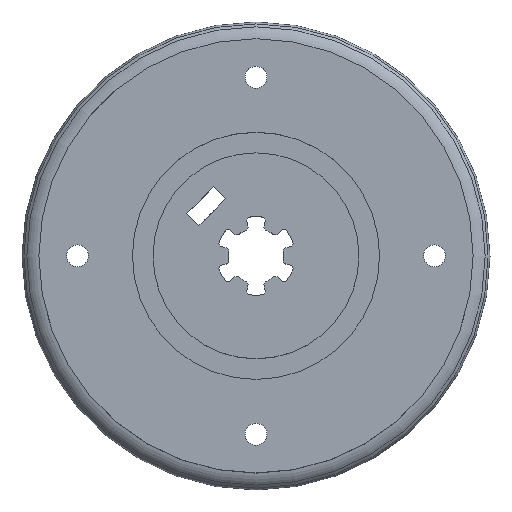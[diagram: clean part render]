
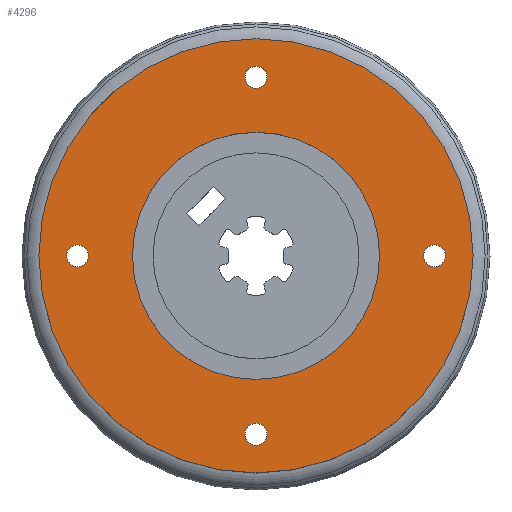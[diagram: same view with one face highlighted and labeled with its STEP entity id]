
A CAD part, top view. The second image highlights one B-rep face of the part: STEP entity #4296.
In plain terms, the highlighted planar face has unit normal (0, 0, 1).
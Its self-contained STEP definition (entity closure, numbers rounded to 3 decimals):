
#599 = CYLINDRICAL_SURFACE('',#600,31.625);
#600 = AXIS2_PLACEMENT_3D('',#601,#602,#603);
#601 = CARTESIAN_POINT('',(0.,0.,10.));
#602 = DIRECTION('',(0.,0.,-1.));
#603 = DIRECTION('',(-1.,0.,0.));
#1072 = VERTEX_POINT('',#1073);
#1073 = CARTESIAN_POINT('',(31.625,0.,11.));
#1094 = EDGE_CURVE('',#1072,#1072,#1095,.T.);
#1095 = SURFACE_CURVE('',#1096,(#1101,#1108),.PCURVE_S1.);
#1096 = CIRCLE('',#1097,31.625);
#1097 = AXIS2_PLACEMENT_3D('',#1098,#1099,#1100);
#1098 = CARTESIAN_POINT('',(0.,0.,11.));
#1099 = DIRECTION('',(0.,0.,-1.));
#1100 = DIRECTION('',(-1.,0.,0.));
#1101 = PCURVE('',#599,#1102);
#1102 = DEFINITIONAL_REPRESENTATION('',(#1103),#1107);
#1103 = LINE('',#1104,#1105);
#1104 = CARTESIAN_POINT('',(-6.283,-1.));
#1105 = VECTOR('',#1106,1.);
#1106 = DIRECTION('',(1.,0.));
#1107 = ( GEOMETRIC_REPRESENTATION_CONTEXT(2) 
PARAMETRIC_REPRESENTATION_CONTEXT() REPRESENTATION_CONTEXT('2D SPACE',''
  ) );
#1108 = PCURVE('',#1109,#1114);
#1109 = PLANE('',#1110);
#1110 = AXIS2_PLACEMENT_3D('',#1111,#1112,#1113);
#1111 = CARTESIAN_POINT('',(-50.,-50.,11.));
#1112 = DIRECTION('',(0.,0.,1.));
#1113 = DIRECTION('',(1.,0.,0.));
#1114 = DEFINITIONAL_REPRESENTATION('',(#1115),#1123);
#1115 = ( BOUNDED_CURVE() B_SPLINE_CURVE(2,(#1116,#1117,#1118,#1119,
#1120,#1121,#1122),.UNSPECIFIED.,.T.,.F.) B_SPLINE_CURVE_WITH_KNOTS((1,2
    ,2,2,2,1),(-2.094,0.,2.094,4.189,
6.283,8.378),.UNSPECIFIED.) CURVE() 
GEOMETRIC_REPRESENTATION_ITEM() RATIONAL_B_SPLINE_CURVE((1.,0.5,1.,0.5,
1.,0.5,1.)) REPRESENTATION_ITEM('') );
#1116 = CARTESIAN_POINT('',(18.375,50.));
#1117 = CARTESIAN_POINT('',(18.375,104.776));
#1118 = CARTESIAN_POINT('',(65.813,77.388));
#1119 = CARTESIAN_POINT('',(113.25,50.));
#1120 = CARTESIAN_POINT('',(65.813,22.612));
#1121 = CARTESIAN_POINT('',(18.375,-4.776));
#1122 = CARTESIAN_POINT('',(18.375,50.));
#1123 = ( GEOMETRIC_REPRESENTATION_CONTEXT(2) 
PARAMETRIC_REPRESENTATION_CONTEXT() REPRESENTATION_CONTEXT('2D SPACE',''
  ) );
#4296 = ADVANCED_FACE('',(#4297,#4300,#4335,#4370,#4401,#4436),#1109,.T.
  );
#4297 = FACE_BOUND('',#4298,.T.);
#4298 = EDGE_LOOP('',(#4299));
#4299 = ORIENTED_EDGE('',*,*,#1094,.F.);
#4300 = FACE_BOUND('',#4301,.T.);
#4301 = EDGE_LOOP('',(#4302));
#4302 = ORIENTED_EDGE('',*,*,#4303,.T.);
#4303 = EDGE_CURVE('',#4304,#4304,#4306,.T.);
#4304 = VERTEX_POINT('',#4305);
#4305 = CARTESIAN_POINT('',(-24.4,0.,11.));
#4306 = SURFACE_CURVE('',#4307,(#4312,#4323),.PCURVE_S1.);
#4307 = CIRCLE('',#4308,1.6);
#4308 = AXIS2_PLACEMENT_3D('',#4309,#4310,#4311);
#4309 = CARTESIAN_POINT('',(-26.,0.,11.));
#4310 = DIRECTION('',(0.,0.,-1.));
#4311 = DIRECTION('',(1.,0.,0.));
#4312 = PCURVE('',#1109,#4313);
#4313 = DEFINITIONAL_REPRESENTATION('',(#4314),#4322);
#4314 = ( BOUNDED_CURVE() B_SPLINE_CURVE(2,(#4315,#4316,#4317,#4318,
#4319,#4320,#4321),.UNSPECIFIED.,.T.,.F.) B_SPLINE_CURVE_WITH_KNOTS((1,2
    ,2,2,2,1),(-2.094,0.,2.094,4.189,
6.283,8.378),.UNSPECIFIED.) CURVE() 
GEOMETRIC_REPRESENTATION_ITEM() RATIONAL_B_SPLINE_CURVE((1.,0.5,1.,0.5,
1.,0.5,1.)) REPRESENTATION_ITEM('') );
#4315 = CARTESIAN_POINT('',(25.6,50.));
#4316 = CARTESIAN_POINT('',(25.6,47.229));
#4317 = CARTESIAN_POINT('',(23.2,48.614));
#4318 = CARTESIAN_POINT('',(20.8,50.));
#4319 = CARTESIAN_POINT('',(23.2,51.386));
#4320 = CARTESIAN_POINT('',(25.6,52.771));
#4321 = CARTESIAN_POINT('',(25.6,50.));
#4322 = ( GEOMETRIC_REPRESENTATION_CONTEXT(2) 
PARAMETRIC_REPRESENTATION_CONTEXT() REPRESENTATION_CONTEXT('2D SPACE',''
  ) );
#4323 = PCURVE('',#4324,#4329);
#4324 = CYLINDRICAL_SURFACE('',#4325,1.6);
#4325 = AXIS2_PLACEMENT_3D('',#4326,#4327,#4328);
#4326 = CARTESIAN_POINT('',(-26.,0.,-5.));
#4327 = DIRECTION('',(-0.,-0.,-1.));
#4328 = DIRECTION('',(1.,0.,0.));
#4329 = DEFINITIONAL_REPRESENTATION('',(#4330),#4334);
#4330 = LINE('',#4331,#4332);
#4331 = CARTESIAN_POINT('',(-6.283,-16.));
#4332 = VECTOR('',#4333,1.);
#4333 = DIRECTION('',(1.,-0.));
#4334 = ( GEOMETRIC_REPRESENTATION_CONTEXT(2) 
PARAMETRIC_REPRESENTATION_CONTEXT() REPRESENTATION_CONTEXT('2D SPACE',''
  ) );
#4335 = FACE_BOUND('',#4336,.T.);
#4336 = EDGE_LOOP('',(#4337));
#4337 = ORIENTED_EDGE('',*,*,#4338,.T.);
#4338 = EDGE_CURVE('',#4339,#4339,#4341,.T.);
#4339 = VERTEX_POINT('',#4340);
#4340 = CARTESIAN_POINT('',(1.6,-26.,11.));
#4341 = SURFACE_CURVE('',#4342,(#4347,#4358),.PCURVE_S1.);
#4342 = CIRCLE('',#4343,1.6);
#4343 = AXIS2_PLACEMENT_3D('',#4344,#4345,#4346);
#4344 = CARTESIAN_POINT('',(0.,-26.,11.));
#4345 = DIRECTION('',(0.,0.,-1.));
#4346 = DIRECTION('',(1.,0.,0.));
#4347 = PCURVE('',#1109,#4348);
#4348 = DEFINITIONAL_REPRESENTATION('',(#4349),#4357);
#4349 = ( BOUNDED_CURVE() B_SPLINE_CURVE(2,(#4350,#4351,#4352,#4353,
#4354,#4355,#4356),.UNSPECIFIED.,.T.,.F.) B_SPLINE_CURVE_WITH_KNOTS((1,2
    ,2,2,2,1),(-2.094,0.,2.094,4.189,
6.283,8.378),.UNSPECIFIED.) CURVE() 
GEOMETRIC_REPRESENTATION_ITEM() RATIONAL_B_SPLINE_CURVE((1.,0.5,1.,0.5,
1.,0.5,1.)) REPRESENTATION_ITEM('') );
#4350 = CARTESIAN_POINT('',(51.6,24.));
#4351 = CARTESIAN_POINT('',(51.6,21.229));
#4352 = CARTESIAN_POINT('',(49.2,22.614));
#4353 = CARTESIAN_POINT('',(46.8,24.));
#4354 = CARTESIAN_POINT('',(49.2,25.386));
#4355 = CARTESIAN_POINT('',(51.6,26.771));
#4356 = CARTESIAN_POINT('',(51.6,24.));
#4357 = ( GEOMETRIC_REPRESENTATION_CONTEXT(2) 
PARAMETRIC_REPRESENTATION_CONTEXT() REPRESENTATION_CONTEXT('2D SPACE',''
  ) );
#4358 = PCURVE('',#4359,#4364);
#4359 = CYLINDRICAL_SURFACE('',#4360,1.6);
#4360 = AXIS2_PLACEMENT_3D('',#4361,#4362,#4363);
#4361 = CARTESIAN_POINT('',(0.,-26.,-5.));
#4362 = DIRECTION('',(-0.,-0.,-1.));
#4363 = DIRECTION('',(1.,0.,0.));
#4364 = DEFINITIONAL_REPRESENTATION('',(#4365),#4369);
#4365 = LINE('',#4366,#4367);
#4366 = CARTESIAN_POINT('',(-6.283,-16.));
#4367 = VECTOR('',#4368,1.);
#4368 = DIRECTION('',(1.,-0.));
#4369 = ( GEOMETRIC_REPRESENTATION_CONTEXT(2) 
PARAMETRIC_REPRESENTATION_CONTEXT() REPRESENTATION_CONTEXT('2D SPACE',''
  ) );
#4370 = FACE_BOUND('',#4371,.T.);
#4371 = EDGE_LOOP('',(#4372));
#4372 = ORIENTED_EDGE('',*,*,#4373,.F.);
#4373 = EDGE_CURVE('',#4374,#4374,#4376,.T.);
#4374 = VERTEX_POINT('',#4375);
#4375 = CARTESIAN_POINT('',(18.,0.,11.));
#4376 = SURFACE_CURVE('',#4377,(#4382,#4389),.PCURVE_S1.);
#4377 = CIRCLE('',#4378,18.);
#4378 = AXIS2_PLACEMENT_3D('',#4379,#4380,#4381);
#4379 = CARTESIAN_POINT('',(0.,0.,11.));
#4380 = DIRECTION('',(0.,0.,1.));
#4381 = DIRECTION('',(1.,0.,0.));
#4382 = PCURVE('',#1109,#4383);
#4383 = DEFINITIONAL_REPRESENTATION('',(#4384),#4388);
#4384 = CIRCLE('',#4385,18.);
#4385 = AXIS2_PLACEMENT_2D('',#4386,#4387);
#4386 = CARTESIAN_POINT('',(50.,50.));
#4387 = DIRECTION('',(1.,0.));
#4388 = ( GEOMETRIC_REPRESENTATION_CONTEXT(2) 
PARAMETRIC_REPRESENTATION_CONTEXT() REPRESENTATION_CONTEXT('2D SPACE',''
  ) );
#4389 = PCURVE('',#4390,#4395);
#4390 = CYLINDRICAL_SURFACE('',#4391,18.);
#4391 = AXIS2_PLACEMENT_3D('',#4392,#4393,#4394);
#4392 = CARTESIAN_POINT('',(0.,0.,7.));
#4393 = DIRECTION('',(0.,0.,1.));
#4394 = DIRECTION('',(1.,0.,0.));
#4395 = DEFINITIONAL_REPRESENTATION('',(#4396),#4400);
#4396 = LINE('',#4397,#4398);
#4397 = CARTESIAN_POINT('',(0.,4.));
#4398 = VECTOR('',#4399,1.);
#4399 = DIRECTION('',(1.,0.));
#4400 = ( GEOMETRIC_REPRESENTATION_CONTEXT(2) 
PARAMETRIC_REPRESENTATION_CONTEXT() REPRESENTATION_CONTEXT('2D SPACE',''
  ) );
#4401 = FACE_BOUND('',#4402,.T.);
#4402 = EDGE_LOOP('',(#4403));
#4403 = ORIENTED_EDGE('',*,*,#4404,.T.);
#4404 = EDGE_CURVE('',#4405,#4405,#4407,.T.);
#4405 = VERTEX_POINT('',#4406);
#4406 = CARTESIAN_POINT('',(27.6,0.,11.));
#4407 = SURFACE_CURVE('',#4408,(#4413,#4424),.PCURVE_S1.);
#4408 = CIRCLE('',#4409,1.6);
#4409 = AXIS2_PLACEMENT_3D('',#4410,#4411,#4412);
#4410 = CARTESIAN_POINT('',(26.,0.,11.));
#4411 = DIRECTION('',(0.,0.,-1.));
#4412 = DIRECTION('',(1.,0.,0.));
#4413 = PCURVE('',#1109,#4414);
#4414 = DEFINITIONAL_REPRESENTATION('',(#4415),#4423);
#4415 = ( BOUNDED_CURVE() B_SPLINE_CURVE(2,(#4416,#4417,#4418,#4419,
#4420,#4421,#4422),.UNSPECIFIED.,.T.,.F.) B_SPLINE_CURVE_WITH_KNOTS((1,2
    ,2,2,2,1),(-2.094,0.,2.094,4.189,
6.283,8.378),.UNSPECIFIED.) CURVE() 
GEOMETRIC_REPRESENTATION_ITEM() RATIONAL_B_SPLINE_CURVE((1.,0.5,1.,0.5,
1.,0.5,1.)) REPRESENTATION_ITEM('') );
#4416 = CARTESIAN_POINT('',(77.6,50.));
#4417 = CARTESIAN_POINT('',(77.6,47.229));
#4418 = CARTESIAN_POINT('',(75.2,48.614));
#4419 = CARTESIAN_POINT('',(72.8,50.));
#4420 = CARTESIAN_POINT('',(75.2,51.386));
#4421 = CARTESIAN_POINT('',(77.6,52.771));
#4422 = CARTESIAN_POINT('',(77.6,50.));
#4423 = ( GEOMETRIC_REPRESENTATION_CONTEXT(2) 
PARAMETRIC_REPRESENTATION_CONTEXT() REPRESENTATION_CONTEXT('2D SPACE',''
  ) );
#4424 = PCURVE('',#4425,#4430);
#4425 = CYLINDRICAL_SURFACE('',#4426,1.6);
#4426 = AXIS2_PLACEMENT_3D('',#4427,#4428,#4429);
#4427 = CARTESIAN_POINT('',(26.,0.,-5.));
#4428 = DIRECTION('',(-0.,-0.,-1.));
#4429 = DIRECTION('',(1.,0.,0.));
#4430 = DEFINITIONAL_REPRESENTATION('',(#4431),#4435);
#4431 = LINE('',#4432,#4433);
#4432 = CARTESIAN_POINT('',(-6.283,-16.));
#4433 = VECTOR('',#4434,1.);
#4434 = DIRECTION('',(1.,-0.));
#4435 = ( GEOMETRIC_REPRESENTATION_CONTEXT(2) 
PARAMETRIC_REPRESENTATION_CONTEXT() REPRESENTATION_CONTEXT('2D SPACE',''
  ) );
#4436 = FACE_BOUND('',#4437,.T.);
#4437 = EDGE_LOOP('',(#4438));
#4438 = ORIENTED_EDGE('',*,*,#4439,.T.);
#4439 = EDGE_CURVE('',#4440,#4440,#4442,.T.);
#4440 = VERTEX_POINT('',#4441);
#4441 = CARTESIAN_POINT('',(1.6,26.,11.));
#4442 = SURFACE_CURVE('',#4443,(#4448,#4459),.PCURVE_S1.);
#4443 = CIRCLE('',#4444,1.6);
#4444 = AXIS2_PLACEMENT_3D('',#4445,#4446,#4447);
#4445 = CARTESIAN_POINT('',(0.,26.,11.));
#4446 = DIRECTION('',(0.,0.,-1.));
#4447 = DIRECTION('',(1.,0.,0.));
#4448 = PCURVE('',#1109,#4449);
#4449 = DEFINITIONAL_REPRESENTATION('',(#4450),#4458);
#4450 = ( BOUNDED_CURVE() B_SPLINE_CURVE(2,(#4451,#4452,#4453,#4454,
#4455,#4456,#4457),.UNSPECIFIED.,.T.,.F.) B_SPLINE_CURVE_WITH_KNOTS((1,2
    ,2,2,2,1),(-2.094,0.,2.094,4.189,
6.283,8.378),.UNSPECIFIED.) CURVE() 
GEOMETRIC_REPRESENTATION_ITEM() RATIONAL_B_SPLINE_CURVE((1.,0.5,1.,0.5,
1.,0.5,1.)) REPRESENTATION_ITEM('') );
#4451 = CARTESIAN_POINT('',(51.6,76.));
#4452 = CARTESIAN_POINT('',(51.6,73.229));
#4453 = CARTESIAN_POINT('',(49.2,74.614));
#4454 = CARTESIAN_POINT('',(46.8,76.));
#4455 = CARTESIAN_POINT('',(49.2,77.386));
#4456 = CARTESIAN_POINT('',(51.6,78.771));
#4457 = CARTESIAN_POINT('',(51.6,76.));
#4458 = ( GEOMETRIC_REPRESENTATION_CONTEXT(2) 
PARAMETRIC_REPRESENTATION_CONTEXT() REPRESENTATION_CONTEXT('2D SPACE',''
  ) );
#4459 = PCURVE('',#4460,#4465);
#4460 = CYLINDRICAL_SURFACE('',#4461,1.6);
#4461 = AXIS2_PLACEMENT_3D('',#4462,#4463,#4464);
#4462 = CARTESIAN_POINT('',(0.,26.,-5.));
#4463 = DIRECTION('',(-0.,-0.,-1.));
#4464 = DIRECTION('',(1.,0.,0.));
#4465 = DEFINITIONAL_REPRESENTATION('',(#4466),#4470);
#4466 = LINE('',#4467,#4468);
#4467 = CARTESIAN_POINT('',(-6.283,-16.));
#4468 = VECTOR('',#4469,1.);
#4469 = DIRECTION('',(1.,-0.));
#4470 = ( GEOMETRIC_REPRESENTATION_CONTEXT(2) 
PARAMETRIC_REPRESENTATION_CONTEXT() REPRESENTATION_CONTEXT('2D SPACE',''
  ) );
